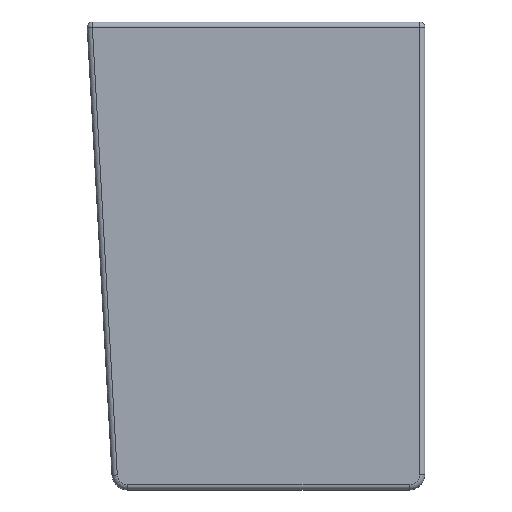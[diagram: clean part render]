
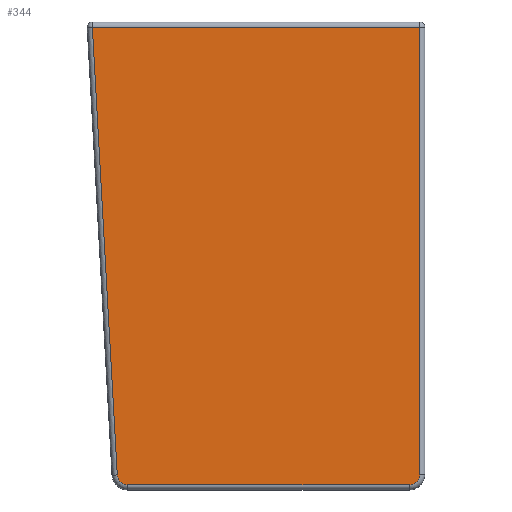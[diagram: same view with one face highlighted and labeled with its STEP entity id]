
A CAD part, top view. The second image highlights one B-rep face of the part: STEP entity #344.
In plain terms, the highlighted planar face has unit normal (0, 0, 1).
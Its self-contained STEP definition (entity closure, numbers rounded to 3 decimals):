
#61=CARTESIAN_POINT('Vertex',(-59.159,2.889,7.)) ;
#77=CARTESIAN_POINT('Vertex',(-57.162,1.,7.)) ;
#80=CARTESIAN_POINT('Axis2P3D Location',(-57.162,3.,7.)) ;
#108=CARTESIAN_POINT('Vertex',(-3.,1.,7.)) ;
#111=CARTESIAN_POINT('Line Origine',(-32.5,1.,7.)) ;
#139=CARTESIAN_POINT('Vertex',(-1.,3.,7.)) ;
#142=CARTESIAN_POINT('Axis2P3D Location',(-3.,3.,7.)) ;
#312=CARTESIAN_POINT('Axis2P3D Location',(0.,0.,7.)) ;
#317=CARTESIAN_POINT('Line Origine',(-61.551,45.945,7.)) ;
#321=CARTESIAN_POINT('Vertex',(-63.943,89.,7.)) ;
#324=CARTESIAN_POINT('Line Origine',(-1.,46.,7.)) ;
#328=CARTESIAN_POINT('Vertex',(-1.,89.,7.)) ;
#331=CARTESIAN_POINT('Line Origine',(-32.471,89.,7.)) ;
#81=DIRECTION('Axis2P3D Direction',(0.,0.,1.)) ;
#112=DIRECTION('Vector Direction',(1.,0.,0.)) ;
#143=DIRECTION('Axis2P3D Direction',(0.,-0.,1.)) ;
#313=DIRECTION('Axis2P3D Direction',(0.,0.,1.)) ;
#314=DIRECTION('Axis2P3D XDirection',(1.,0.,0.)) ;
#318=DIRECTION('Vector Direction',(0.055,-0.998,0.)) ;
#325=DIRECTION('Vector Direction',(0.,1.,0.)) ;
#332=DIRECTION('Vector Direction',(-1.,0.,0.)) ;
#82=AXIS2_PLACEMENT_3D('Circle Axis2P3D',#80,#81,$) ;
#144=AXIS2_PLACEMENT_3D('Circle Axis2P3D',#142,#143,$) ;
#315=AXIS2_PLACEMENT_3D('Plane Axis2P3D',#312,#313,#314) ;
#337=ORIENTED_EDGE('',*,*,#323,.T.) ;
#338=ORIENTED_EDGE('',*,*,#84,.T.) ;
#339=ORIENTED_EDGE('',*,*,#115,.T.) ;
#340=ORIENTED_EDGE('',*,*,#146,.T.) ;
#341=ORIENTED_EDGE('',*,*,#330,.T.) ;
#342=ORIENTED_EDGE('',*,*,#335,.T.) ;
#113=VECTOR('Line Direction',#112,1.) ;
#319=VECTOR('Line Direction',#318,1.) ;
#326=VECTOR('Line Direction',#325,1.) ;
#333=VECTOR('Line Direction',#332,1.) ;
#344=ADVANCED_FACE('PartBody',(#343),#316,.T.) ;
#83=CIRCLE('generated circle',#82,2.) ;
#145=CIRCLE('generated circle',#144,2.) ;
#84=EDGE_CURVE('',#62,#78,#83,.T.) ;
#115=EDGE_CURVE('',#78,#109,#114,.T.) ;
#146=EDGE_CURVE('',#109,#140,#145,.T.) ;
#323=EDGE_CURVE('',#322,#62,#320,.T.) ;
#330=EDGE_CURVE('',#140,#329,#327,.T.) ;
#335=EDGE_CURVE('',#329,#322,#334,.T.) ;
#336=EDGE_LOOP('',(#337,#338,#339,#340,#341,#342)) ;
#343=FACE_OUTER_BOUND('',#336,.T.) ;
#114=LINE('Line',#111,#113) ;
#320=LINE('Line',#317,#319) ;
#327=LINE('Line',#324,#326) ;
#334=LINE('Line',#331,#333) ;
#316=PLANE('',#315) ;
#62=VERTEX_POINT('',#61) ;
#78=VERTEX_POINT('',#77) ;
#109=VERTEX_POINT('',#108) ;
#140=VERTEX_POINT('',#139) ;
#322=VERTEX_POINT('',#321) ;
#329=VERTEX_POINT('',#328) ;
